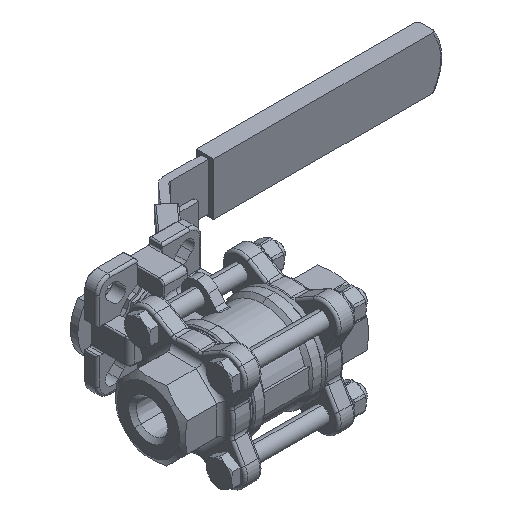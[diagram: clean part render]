
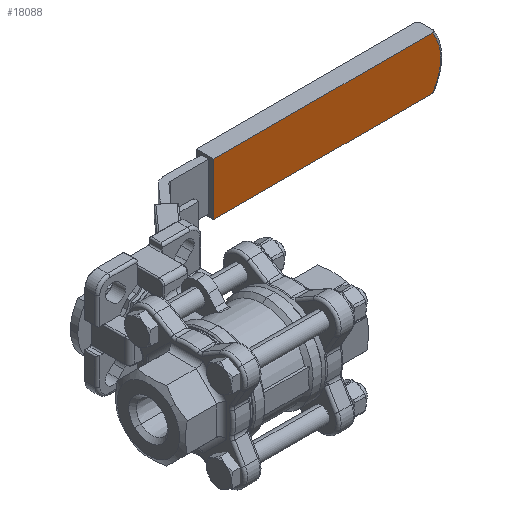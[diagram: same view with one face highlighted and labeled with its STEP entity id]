
A CAD part, isometric view. The second image highlights one B-rep face of the part: STEP entity #18088.
In plain terms, the highlighted planar face has unit normal (0, -1, 0).
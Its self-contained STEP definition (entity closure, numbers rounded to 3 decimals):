
#2421 = ORIENTED_EDGE ( 'NONE', *, *, #47189, .F. ) ;
#3177 = AXIS2_PLACEMENT_3D ( 'NONE', #39190, #9695, #43663 ) ;
#3958 = LINE ( 'NONE', #36438, #29765 ) ;
#4339 = LINE ( 'NONE', #16620, #26367 ) ;
#4662 = EDGE_CURVE ( 'NONE', #5971, #24072, #3958, .T. ) ;
#5088 = ORIENTED_EDGE ( 'NONE', *, *, #15067, .T. ) ;
#5971 = VERTEX_POINT ( 'NONE', #7832 ) ;
#7572 = CARTESIAN_POINT ( 'NONE',  ( 128.46, 66.871, 0. ) ) ;
#7832 = CARTESIAN_POINT ( 'NONE',  ( 55.46, 66.871, -10.5 ) ) ;
#9695 = DIRECTION ( 'NONE',  ( 0., 1., 0. ) ) ;
#11143 = DIRECTION ( 'NONE',  ( 1., 0., 0. ) ) ;
#12448 = DIRECTION ( 'NONE',  ( 0., 0., 1. ) ) ;
#14416 = LINE ( 'NONE', #34114, #26626 ) ;
#15067 = EDGE_CURVE ( 'NONE', #18167, #37192, #15333, .T. ) ;
#15333 = CIRCLE ( 'NONE', #19693, 18. ) ;
#15810 = CARTESIAN_POINT ( 'NONE',  ( 143.08, 66.871, 10.5 ) ) ;
#16133 = EDGE_LOOP ( 'NONE', ( #50349, #5088, #2421, #31668 ) ) ;
#16620 = CARTESIAN_POINT ( 'NONE',  ( 55.46, 66.871, 10.5 ) ) ;
#17295 = DIRECTION ( 'NONE',  ( 0., 0., 1. ) ) ;
#18088 = ADVANCED_FACE ( 'NONE', ( #21711 ), #20046, .F. ) ;
#18167 = VERTEX_POINT ( 'NONE', #44949 ) ;
#19693 = AXIS2_PLACEMENT_3D ( 'NONE', #7572, #41540, #12448 ) ;
#20046 = PLANE ( 'NONE',  #3177 ) ;
#21711 = FACE_OUTER_BOUND ( 'NONE', #16133, .T. ) ;
#24072 = VERTEX_POINT ( 'NONE', #57627 ) ;
#26367 = VECTOR ( 'NONE', #11143, 1000. ) ;
#26626 = VECTOR ( 'NONE', #29660, 1000. ) ;
#29660 = DIRECTION ( 'NONE',  ( 1., 0., 0. ) ) ;
#29765 = VECTOR ( 'NONE', #17295, 1000. ) ;
#31668 = ORIENTED_EDGE ( 'NONE', *, *, #4662, .F. ) ;
#34114 = CARTESIAN_POINT ( 'NONE',  ( 55.46, 66.871, -10.5 ) ) ;
#36438 = CARTESIAN_POINT ( 'NONE',  ( 55.46, 66.871, 0. ) ) ;
#37192 = VERTEX_POINT ( 'NONE', #15810 ) ;
#39190 = CARTESIAN_POINT ( 'NONE',  ( 55.46, 66.871, 0. ) ) ;
#41540 = DIRECTION ( 'NONE',  ( 0., -1., 0. ) ) ;
#43663 = DIRECTION ( 'NONE',  ( 0., 0., 1. ) ) ;
#44564 = EDGE_CURVE ( 'NONE', #5971, #18167, #14416, .T. ) ;
#44949 = CARTESIAN_POINT ( 'NONE',  ( 143.08, 66.871, -10.5 ) ) ;
#47189 = EDGE_CURVE ( 'NONE', #24072, #37192, #4339, .T. ) ;
#50349 = ORIENTED_EDGE ( 'NONE', *, *, #44564, .T. ) ;
#57627 = CARTESIAN_POINT ( 'NONE',  ( 55.46, 66.871, 10.5 ) ) ;
